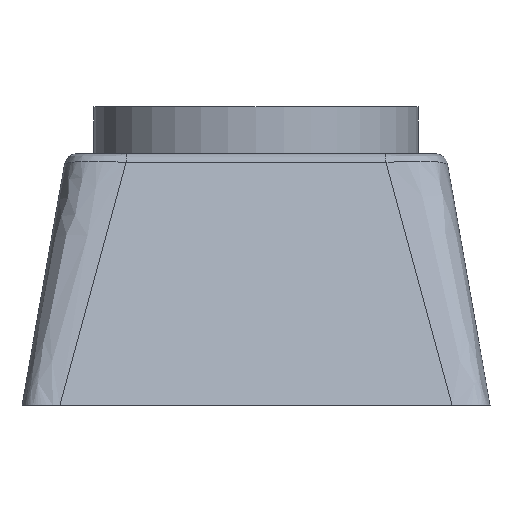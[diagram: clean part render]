
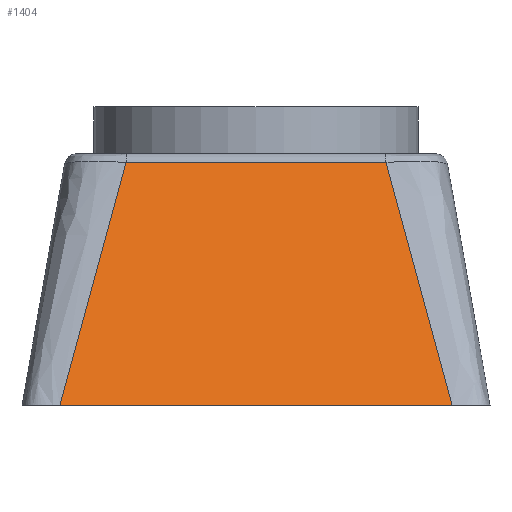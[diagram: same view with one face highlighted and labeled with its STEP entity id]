
A CAD part, front view. The second image highlights one B-rep face of the part: STEP entity #1404.
In plain terms, the highlighted planar face has unit normal (0, -0.94, 0.342).
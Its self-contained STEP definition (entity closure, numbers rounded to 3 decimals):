
#30=B_SPLINE_CURVE_WITH_KNOTS('',3,(#2411,#2412,#2413,#2414),
 .UNSPECIFIED.,.F.,.F.,(4,4),(-0.822,0.202),
 .UNSPECIFIED.);
#31=B_SPLINE_CURVE_WITH_KNOTS('',3,(#2419,#2420,#2421,#2422),
 .UNSPECIFIED.,.F.,.F.,(4,4),(-0.69,0.333),
 .UNSPECIFIED.);
#148=FACE_OUTER_BOUND('',#233,.T.);
#233=EDGE_LOOP('',(#1195,#1196,#1197,#1198));
#393=LINE('',#2417,#544);
#394=LINE('',#2423,#545);
#544=VECTOR('',#1838,10.);
#545=VECTOR('',#1839,10.);
#668=VERTEX_POINT('',#2346);
#670=VERTEX_POINT('',#2393);
#672=VERTEX_POINT('',#2416);
#673=VERTEX_POINT('',#2418);
#854=EDGE_CURVE('',#668,#670,#30,.T.);
#855=EDGE_CURVE('',#672,#668,#393,.T.);
#856=EDGE_CURVE('',#673,#672,#31,.T.);
#857=EDGE_CURVE('',#670,#673,#394,.T.);
#1195=ORIENTED_EDGE('',*,*,#854,.F.);
#1196=ORIENTED_EDGE('',*,*,#855,.F.);
#1197=ORIENTED_EDGE('',*,*,#856,.F.);
#1198=ORIENTED_EDGE('',*,*,#857,.F.);
#1336=PLANE('',#1516);
#1404=ADVANCED_FACE('',(#148),#1336,.F.);
#1516=AXIS2_PLACEMENT_3D('',#2415,#1836,#1837);
#1836=DIRECTION('center_axis',(0.,0.94,-0.342));
#1837=DIRECTION('ref_axis',(0.,0.342,0.94));
#1838=DIRECTION('',(1.,0.,0.));
#1839=DIRECTION('',(-1.,0.,0.));
#2346=CARTESIAN_POINT('',(4.998,-5.597,9.351));
#2393=CARTESIAN_POINT('',(7.546,-9.,0.));
#2411=CARTESIAN_POINT('Ctrl Pts',(4.998,-5.597,9.351));
#2412=CARTESIAN_POINT('Ctrl Pts',(5.847,-6.731,6.234));
#2413=CARTESIAN_POINT('Ctrl Pts',(6.697,-7.866,3.117));
#2414=CARTESIAN_POINT('Ctrl Pts',(7.546,-9.,0.));
#2415=CARTESIAN_POINT('Origin',(0.,-9.,0.));
#2416=CARTESIAN_POINT('',(-4.998,-5.597,9.351));
#2417=CARTESIAN_POINT('',(0.,-5.597,9.351));
#2418=CARTESIAN_POINT('',(-7.546,-9.,0.));
#2419=CARTESIAN_POINT('Ctrl Pts',(-7.546,-9.,0.));
#2420=CARTESIAN_POINT('Ctrl Pts',(-6.697,-7.866,3.117));
#2421=CARTESIAN_POINT('Ctrl Pts',(-5.847,-6.731,6.234));
#2422=CARTESIAN_POINT('Ctrl Pts',(-4.998,-5.597,9.351));
#2423=CARTESIAN_POINT('',(9.,-9.,0.));
